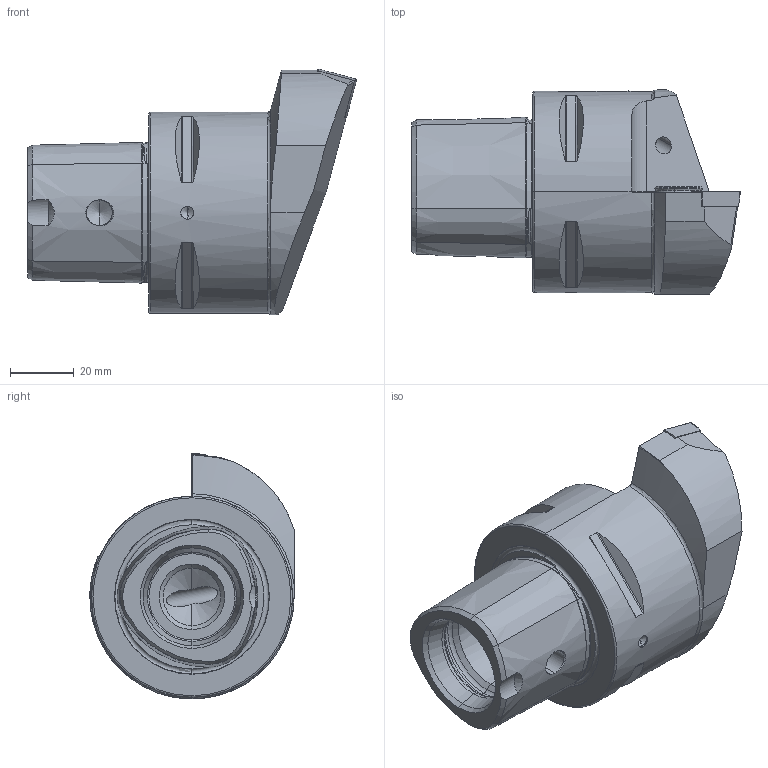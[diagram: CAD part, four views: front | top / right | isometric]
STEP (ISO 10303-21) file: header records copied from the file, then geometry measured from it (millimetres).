
FILE_DESCRIPTION (( 'STEP AP214' ), '1' );
FILE_NAME ('PS6.KSB.LBA.065-HP.STEP', '2020-09-11T13:14:10', ( '' ), ( '' ), 'SwSTEP 2.0', 'SolidWorks 2017', '' );
FILE_SCHEMA (( 'AUTOMOTIVE_DESIGN' ));
Length unit declared in the file: millimetre
Products named in the file (10): CHP-ER1.008.014_A; WCC-ER2.001.010_A; DIN 3771 - 13x1; DIN 7991 - M5x15; ISO 8752 2x8; SCMT120404; PS6-KSB.LBA.065-HP_A; PS6.KSB.LBA.065-HP; CHP-ER1.015.006; CHP-ER1.015.006_A
Assembly tree (9 placements, depth 3):
  PS6.KSB.LBA.065-HP
    PS6-KSB.LBA.065-HP_A
    WCC-ER2.001.010_A
    SCMT120404
    CHP-ER1.008.014_A
    ISO 8752 2x8
    CHP-ER1.015.006
      CHP-ER1.015.006_A
      DIN 3771 - 13x1
      DIN 7991 - M5x15
Bounding box: 103 x 63.98 x 77 mm (x, y, z)
Volume: 176060.9 mm3; surface area: 31968.8 mm2
Topology: 8 solids, 8 shells, 373 faces, 895 edges, 523 vertices
Faces by surface type: cone 119, cylinder 99, plane 89, torus 54, bspline 12
Entity records: 12226 total; most frequent: CARTESIAN_POINT 3339, DIRECTION 1788, ORIENTED_EDGE 1734, EDGE_CURVE 867, AXIS2_PLACEMENT_3D 724, VERTEX_POINT 523, EDGE_LOOP 400, ADVANCED_FACE 373
